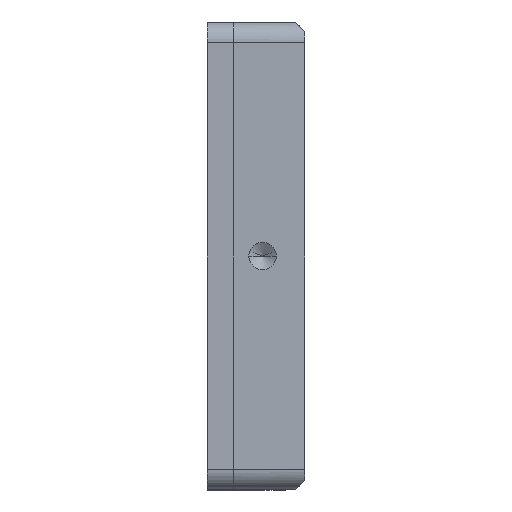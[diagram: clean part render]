
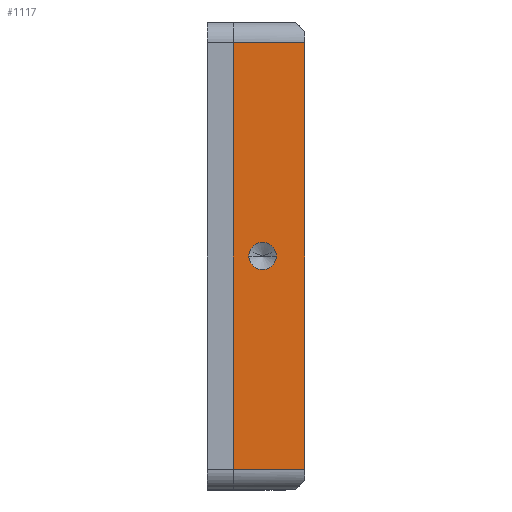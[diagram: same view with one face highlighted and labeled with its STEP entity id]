
A CAD part, left-side view. The second image highlights one B-rep face of the part: STEP entity #1117.
In plain terms, the highlighted planar face has unit normal (-1, 0, 0).
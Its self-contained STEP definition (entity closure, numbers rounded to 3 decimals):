
#25 = DIRECTION ( 'NONE',  ( 0., -1., 0. ) ) ;
#129 = CARTESIAN_POINT ( 'NONE',  ( -110.85, 32.675, 11. ) ) ;
#133 = VECTOR ( 'NONE', #2345, 1000. ) ;
#170 = VECTOR ( 'NONE', #1630, 1000. ) ;
#236 = DIRECTION ( 'NONE',  ( 0., 0., 1. ) ) ;
#255 = CARTESIAN_POINT ( 'NONE',  ( -110.85, 0., 6.5 ) ) ;
#263 = EDGE_LOOP ( 'NONE', ( #2593, #1139, #521, #741 ) ) ;
#281 = FACE_BOUND ( 'NONE', #696, .T. ) ;
#283 = EDGE_CURVE ( 'NONE', #846, #1983, #1119, .T. ) ;
#284 = LINE ( 'NONE', #1643, #170 ) ;
#296 = VERTEX_POINT ( 'NONE', #2696 ) ;
#432 = CARTESIAN_POINT ( 'NONE',  ( -110.85, 0., 6.5 ) ) ;
#478 = VERTEX_POINT ( 'NONE', #1663 ) ;
#497 = FACE_OUTER_BOUND ( 'NONE', #263, .T. ) ;
#510 = VERTEX_POINT ( 'NONE', #2776 ) ;
#521 = ORIENTED_EDGE ( 'NONE', *, *, #2757, .T. ) ;
#643 = VERTEX_POINT ( 'NONE', #2461 ) ;
#696 = EDGE_LOOP ( 'NONE', ( #2290, #2000 ) ) ;
#698 = DIRECTION ( 'NONE',  ( 1., 0., 0. ) ) ;
#741 = ORIENTED_EDGE ( 'NONE', *, *, #1988, .T. ) ;
#762 = DIRECTION ( 'NONE',  ( 0., 0., -1. ) ) ;
#846 = VERTEX_POINT ( 'NONE', #2088 ) ;
#1012 = CIRCLE ( 'NONE', #2628, 2.1 ) ;
#1117 = ADVANCED_FACE ( 'NONE', ( #281, #497 ), #2839, .F. ) ;
#1119 = CIRCLE ( 'NONE', #1215, 2.1 ) ;
#1122 = DIRECTION ( 'NONE',  ( -1., 0., 0. ) ) ;
#1127 = LINE ( 'NONE', #2457, #1718 ) ;
#1139 = ORIENTED_EDGE ( 'NONE', *, *, #1271, .T. ) ;
#1148 = CARTESIAN_POINT ( 'NONE',  ( -110.85, 0., 8.6 ) ) ;
#1215 = AXIS2_PLACEMENT_3D ( 'NONE', #432, #1122, #236 ) ;
#1235 = CARTESIAN_POINT ( 'NONE',  ( -110.85, -32.675, 11. ) ) ;
#1271 = EDGE_CURVE ( 'NONE', #643, #296, #1870, .T. ) ;
#1541 = CARTESIAN_POINT ( 'NONE',  ( -110.85, -35.85, 11. ) ) ;
#1564 = EDGE_CURVE ( 'NONE', #643, #510, #284, .T. ) ;
#1574 = VECTOR ( 'NONE', #762, 1000. ) ;
#1585 = DIRECTION ( 'NONE',  ( 0., 0., 1. ) ) ;
#1629 = DIRECTION ( 'NONE',  ( 0., 0., -1. ) ) ;
#1630 = DIRECTION ( 'NONE',  ( 0., -1., 0. ) ) ;
#1643 = CARTESIAN_POINT ( 'NONE',  ( -110.85, -35.85, 11. ) ) ;
#1663 = CARTESIAN_POINT ( 'NONE',  ( -110.85, -32.675, 0. ) ) ;
#1718 = VECTOR ( 'NONE', #25, 1000. ) ;
#1870 = LINE ( 'NONE', #129, #1574 ) ;
#1983 = VERTEX_POINT ( 'NONE', #1148 ) ;
#1988 = EDGE_CURVE ( 'NONE', #478, #510, #2037, .T. ) ;
#2000 = ORIENTED_EDGE ( 'NONE', *, *, #283, .F. ) ;
#2037 = LINE ( 'NONE', #1235, #133 ) ;
#2088 = CARTESIAN_POINT ( 'NONE',  ( -110.85, 0., 4.4 ) ) ;
#2290 = ORIENTED_EDGE ( 'NONE', *, *, #2741, .F. ) ;
#2345 = DIRECTION ( 'NONE',  ( 0., 0., 1. ) ) ;
#2457 = CARTESIAN_POINT ( 'NONE',  ( -110.85, -35.85, 0. ) ) ;
#2461 = CARTESIAN_POINT ( 'NONE',  ( -110.85, 32.675, 11. ) ) ;
#2470 = DIRECTION ( 'NONE',  ( -1., 0., 0. ) ) ;
#2593 = ORIENTED_EDGE ( 'NONE', *, *, #1564, .F. ) ;
#2628 = AXIS2_PLACEMENT_3D ( 'NONE', #255, #2470, #1585 ) ;
#2675 = AXIS2_PLACEMENT_3D ( 'NONE', #1541, #698, #1629 ) ;
#2696 = CARTESIAN_POINT ( 'NONE',  ( -110.85, 32.675, 0. ) ) ;
#2741 = EDGE_CURVE ( 'NONE', #1983, #846, #1012, .T. ) ;
#2757 = EDGE_CURVE ( 'NONE', #296, #478, #1127, .T. ) ;
#2776 = CARTESIAN_POINT ( 'NONE',  ( -110.85, -32.675, 11. ) ) ;
#2839 = PLANE ( 'NONE',  #2675 ) ;
